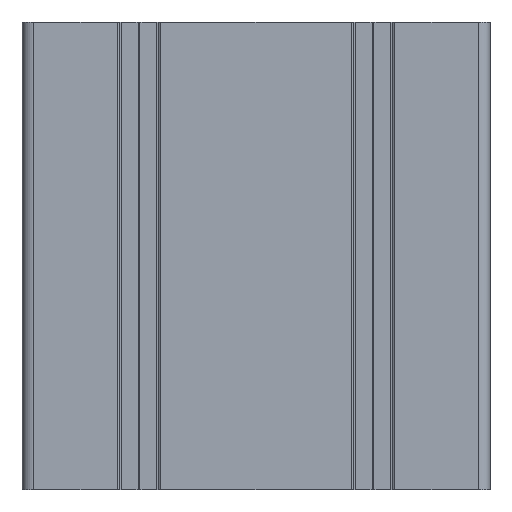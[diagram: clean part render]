
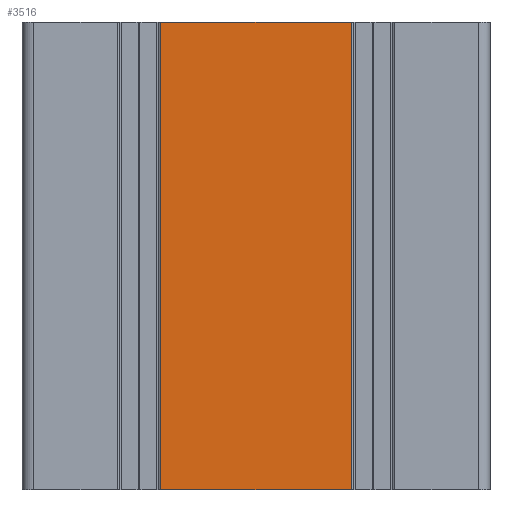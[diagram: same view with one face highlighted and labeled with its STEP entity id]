
A CAD part, front view. The second image highlights one B-rep face of the part: STEP entity #3516.
In plain terms, the highlighted planar face has unit normal (0, -1, 0).
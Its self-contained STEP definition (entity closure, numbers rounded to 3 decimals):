
#374=FACE_OUTER_BOUND('',#556,.T.);
#556=EDGE_LOOP('',(#2609,#2610,#2611,#2612));
#824=LINE('',#5542,#1184);
#825=LINE('',#5545,#1185);
#826=LINE('',#5547,#1186);
#827=LINE('',#5548,#1187);
#1184=VECTOR('',#4484,100.);
#1185=VECTOR('',#4487,40.7);
#1186=VECTOR('',#4488,40.7);
#1187=VECTOR('',#4489,100.);
#1555=VERTEX_POINT('',#5538);
#1556=VERTEX_POINT('',#5540);
#1557=VERTEX_POINT('',#5544);
#1558=VERTEX_POINT('',#5546);
#1994=EDGE_CURVE('',#1555,#1556,#824,.T.);
#1995=EDGE_CURVE('',#1557,#1555,#825,.T.);
#1996=EDGE_CURVE('',#1558,#1556,#826,.T.);
#1997=EDGE_CURVE('',#1557,#1558,#827,.T.);
#2609=ORIENTED_EDGE('',*,*,#1995,.T.);
#2610=ORIENTED_EDGE('',*,*,#1994,.T.);
#2611=ORIENTED_EDGE('',*,*,#1996,.F.);
#2612=ORIENTED_EDGE('',*,*,#1997,.F.);
#3375=PLANE('',#3792);
#3516=ADVANCED_FACE('',(#374),#3375,.T.);
#3792=AXIS2_PLACEMENT_3D('',#5543,#4485,#4486);
#4484=DIRECTION('',(0.,0.,1.));
#4485=DIRECTION('center_axis',(0.,-1.,0.));
#4486=DIRECTION('ref_axis',(1.,0.,0.));
#4487=DIRECTION('',(1.,0.,0.));
#4488=DIRECTION('',(1.,0.,0.));
#4489=DIRECTION('',(0.,0.,1.));
#5538=CARTESIAN_POINT('',(20.35,-25.,0.));
#5540=CARTESIAN_POINT('',(20.35,-25.,100.));
#5542=CARTESIAN_POINT('',(20.35,-25.,0.));
#5543=CARTESIAN_POINT('Origin',(-20.35,-25.,0.));
#5544=CARTESIAN_POINT('',(-20.35,-25.,0.));
#5545=CARTESIAN_POINT('',(-20.35,-25.,0.));
#5546=CARTESIAN_POINT('',(-20.35,-25.,100.));
#5547=CARTESIAN_POINT('',(-20.35,-25.,100.));
#5548=CARTESIAN_POINT('',(-20.35,-25.,0.));
